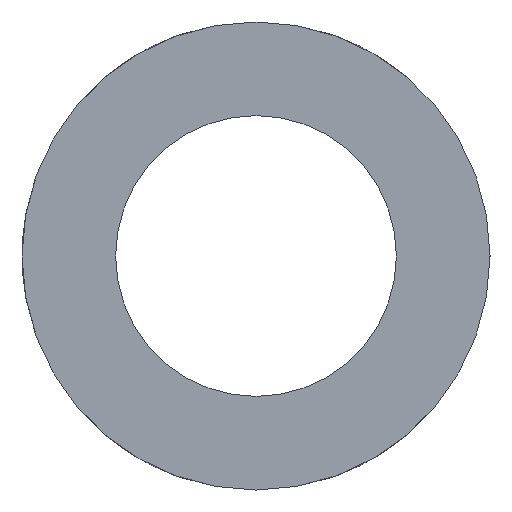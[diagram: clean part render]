
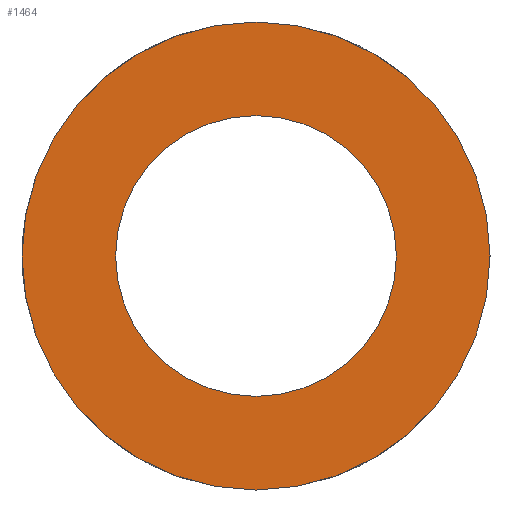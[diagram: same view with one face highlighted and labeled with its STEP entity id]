
A CAD part, left-side view. The second image highlights one B-rep face of the part: STEP entity #1464.
In plain terms, the highlighted planar face has unit normal (-1, 0, 0).
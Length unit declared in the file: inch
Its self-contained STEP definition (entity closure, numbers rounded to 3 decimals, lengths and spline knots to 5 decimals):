
#76 = EDGE_CURVE ( 'NONE', #838, #1415, #140, .T. ) ;
#122 = AXIS2_PLACEMENT_3D ( 'NONE', #1134, #1043, #1137 ) ;
#140 = CIRCLE ( 'NONE', #122, 0.375 ) ;
#186 = ORIENTED_EDGE ( 'NONE', *, *, #1200, .T. ) ;
#264 = AXIS2_PLACEMENT_3D ( 'NONE', #632, #628, #627 ) ;
#308 = DIRECTION ( 'NONE',  ( 0., 0., 1. ) ) ;
#310 = DIRECTION ( 'NONE',  ( -1., 0., 0. ) ) ;
#324 = CARTESIAN_POINT ( 'NONE',  ( 0., -0.6325, -0.6325 ) ) ;
#337 = PLANE ( 'NONE',  #1206 ) ;
#343 = VERTEX_POINT ( 'NONE', #385 ) ;
#354 = EDGE_LOOP ( 'NONE', ( #959, #186 ) ) ;
#385 = CARTESIAN_POINT ( 'NONE',  ( 0., 0., 0.625 ) ) ;
#399 = CARTESIAN_POINT ( 'NONE',  ( 0., 0., -0.625 ) ) ;
#414 = CARTESIAN_POINT ( 'NONE',  ( 0., 0., 0.375 ) ) ;
#627 = DIRECTION ( 'NONE',  ( 0., 0., -1. ) ) ;
#628 = DIRECTION ( 'NONE',  ( 1., 0., 0. ) ) ;
#632 = CARTESIAN_POINT ( 'NONE',  ( 0., 0., 0. ) ) ;
#685 = CARTESIAN_POINT ( 'NONE',  ( 0., 0., 0. ) ) ;
#727 = CIRCLE ( 'NONE', #943, 0.625 ) ;
#733 = EDGE_CURVE ( 'NONE', #1402, #343, #1665, .T. ) ;
#763 = AXIS2_PLACEMENT_3D ( 'NONE', #1211, #1209, #1198 ) ;
#838 = VERTEX_POINT ( 'NONE', #1049 ) ;
#863 = DIRECTION ( 'NONE',  ( 0., 0., -1. ) ) ;
#943 = AXIS2_PLACEMENT_3D ( 'NONE', #685, #1713, #863 ) ;
#959 = ORIENTED_EDGE ( 'NONE', *, *, #76, .T. ) ;
#960 = EDGE_LOOP ( 'NONE', ( #1288, #1715 ) ) ;
#1043 = DIRECTION ( 'NONE',  ( 1., 0., 0. ) ) ;
#1049 = CARTESIAN_POINT ( 'NONE',  ( 0., 0., -0.375 ) ) ;
#1091 = FACE_BOUND ( 'NONE', #354, .T. ) ;
#1134 = CARTESIAN_POINT ( 'NONE',  ( 0., 0., 0. ) ) ;
#1137 = DIRECTION ( 'NONE',  ( 0., 0., -1. ) ) ;
#1143 = FACE_OUTER_BOUND ( 'NONE', #960, .T. ) ;
#1198 = DIRECTION ( 'NONE',  ( 0., 0., -1. ) ) ;
#1200 = EDGE_CURVE ( 'NONE', #1415, #838, #1371, .T. ) ;
#1206 = AXIS2_PLACEMENT_3D ( 'NONE', #324, #310, #308 ) ;
#1209 = DIRECTION ( 'NONE',  ( -1., 0., 0. ) ) ;
#1211 = CARTESIAN_POINT ( 'NONE',  ( 0., 0., 0. ) ) ;
#1288 = ORIENTED_EDGE ( 'NONE', *, *, #733, .T. ) ;
#1371 = CIRCLE ( 'NONE', #264, 0.375 ) ;
#1402 = VERTEX_POINT ( 'NONE', #399 ) ;
#1415 = VERTEX_POINT ( 'NONE', #414 ) ;
#1464 = ADVANCED_FACE ( 'NONE', ( #1143, #1091 ), #337, .T. ) ;
#1665 = CIRCLE ( 'NONE', #763, 0.625 ) ;
#1713 = DIRECTION ( 'NONE',  ( -1., 0., 0. ) ) ;
#1715 = ORIENTED_EDGE ( 'NONE', *, *, #1744, .T. ) ;
#1744 = EDGE_CURVE ( 'NONE', #343, #1402, #727, .T. ) ;
